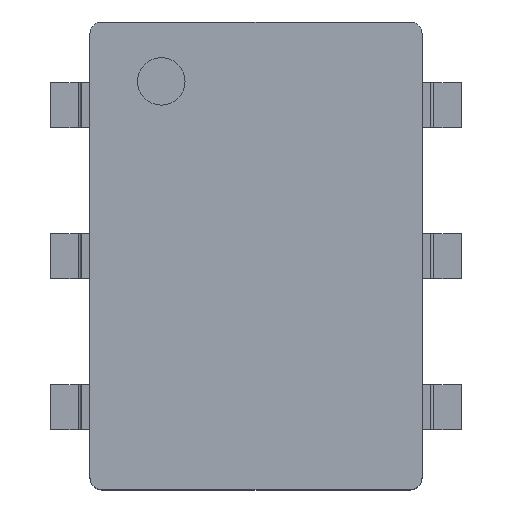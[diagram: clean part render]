
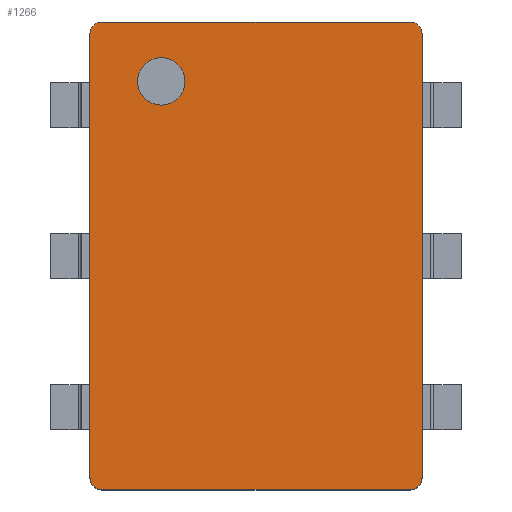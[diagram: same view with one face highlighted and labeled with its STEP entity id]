
A CAD part, top view. The second image highlights one B-rep face of the part: STEP entity #1266.
In plain terms, the highlighted planar face has unit normal (0, 0, 1).
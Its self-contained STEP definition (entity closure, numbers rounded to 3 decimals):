
#16=FACE_BOUND($,#229,.T.);
#53=CIRCLE($,#1374,0.4);
#54=CIRCLE($,#1378,0.2);
#56=CIRCLE($,#1382,0.2);
#58=CIRCLE($,#1386,0.2);
#60=CIRCLE($,#1390,0.2);
#152=FACE_OUTER_BOUND($,#228,.T.);
#228=EDGE_LOOP($,(#1118,#1119,#1120,#1121,#1122,#1123,#1124,#1125));
#229=EDGE_LOOP($,(#1126));
#355=LINE($,#2069,#491);
#360=LINE($,#2083,#496);
#364=LINE($,#2095,#500);
#368=LINE($,#2107,#504);
#491=VECTOR($,#1699,5.19);
#496=VECTOR($,#1712,7.47);
#500=VECTOR($,#1724,5.19);
#504=VECTOR($,#1736,7.47);
#604=VERTEX_POINT($,#2063);
#605=VERTEX_POINT($,#2067);
#606=VERTEX_POINT($,#2068);
#609=VERTEX_POINT($,#2076);
#611=VERTEX_POINT($,#2082);
#613=VERTEX_POINT($,#2088);
#615=VERTEX_POINT($,#2094);
#617=VERTEX_POINT($,#2100);
#619=VERTEX_POINT($,#2106);
#768=EDGE_CURVE($,#604,#604,#53,.T.);
#769=EDGE_CURVE($,#605,#606,#355,.T.);
#773=EDGE_CURVE($,#606,#609,#54,.T.);
#776=EDGE_CURVE($,#609,#611,#360,.T.);
#779=EDGE_CURVE($,#611,#613,#56,.T.);
#782=EDGE_CURVE($,#613,#615,#364,.T.);
#785=EDGE_CURVE($,#615,#617,#58,.T.);
#788=EDGE_CURVE($,#617,#619,#368,.T.);
#791=EDGE_CURVE($,#619,#605,#60,.T.);
#1118=ORIENTED_EDGE($,*,*,#769,.F.);
#1119=ORIENTED_EDGE($,*,*,#791,.F.);
#1120=ORIENTED_EDGE($,*,*,#788,.F.);
#1121=ORIENTED_EDGE($,*,*,#785,.F.);
#1122=ORIENTED_EDGE($,*,*,#782,.F.);
#1123=ORIENTED_EDGE($,*,*,#779,.F.);
#1124=ORIENTED_EDGE($,*,*,#776,.F.);
#1125=ORIENTED_EDGE($,*,*,#773,.F.);
#1126=ORIENTED_EDGE($,*,*,#768,.T.);
#1192=PLANE($,#1392);
#1266=ADVANCED_FACE($,(#152,#16),#1192,.T.);
#1374=AXIS2_PLACEMENT_3D($,#2064,#1693,#1694);
#1378=AXIS2_PLACEMENT_3D($,#2077,#1705,#1706);
#1382=AXIS2_PLACEMENT_3D($,#2089,#1717,#1718);
#1386=AXIS2_PLACEMENT_3D($,#2101,#1729,#1730);
#1390=AXIS2_PLACEMENT_3D($,#2112,#1741,#1742);
#1392=AXIS2_PLACEMENT_3D($,#2114,#1745,#1746);
#1693=DIRECTION('center_axis',(0.,0.,
-1.));
#1694=DIRECTION('ref_axis',(1.,0.,0.));
#1699=DIRECTION($,(1.,0.,0.));
#1705=DIRECTION('center_axis',(0.,0.,-1.));
#1706=DIRECTION('ref_axis',(0.707,0.707,0.));
#1712=DIRECTION($,(0.,-1.,0.));
#1717=DIRECTION('center_axis',(0.,0.,-1.));
#1718=DIRECTION('ref_axis',(0.707,-0.707,0.));
#1724=DIRECTION($,(-1.,0.,0.));
#1729=DIRECTION('center_axis',(0.,0.,-1.));
#1730=DIRECTION('ref_axis',(-0.707,-0.707,0.));
#1736=DIRECTION($,(0.,1.,0.));
#1741=DIRECTION('center_axis',(0.,0.,-1.));
#1742=DIRECTION('ref_axis',(-0.707,0.707,0.));
#1745=DIRECTION('center_axis',(0.,0.,
1.));
#1746=DIRECTION('ref_axis',(1.,0.,0.));
#2063=CARTESIAN_POINT('',(-1.195,2.935,5.23));
#2064=CARTESIAN_POINT('Origin',(-1.595,2.935,5.23));
#2067=CARTESIAN_POINT('',(-2.595,3.935,5.23));
#2068=CARTESIAN_POINT('',(2.595,3.935,5.23));
#2069=CARTESIAN_POINT($,(2.595,3.935,5.23));
#2076=CARTESIAN_POINT('',(2.795,3.735,5.23));
#2077=CARTESIAN_POINT('Origin',(2.595,3.735,5.23));
#2082=CARTESIAN_POINT('',(2.795,-3.735,5.23));
#2083=CARTESIAN_POINT($,(2.795,-3.735,5.23));
#2088=CARTESIAN_POINT('',(2.595,-3.935,5.23));
#2089=CARTESIAN_POINT('Origin',(2.595,-3.735,5.23));
#2094=CARTESIAN_POINT('',(-2.595,-3.935,5.23));
#2095=CARTESIAN_POINT($,(-2.595,-3.935,5.23));
#2100=CARTESIAN_POINT('',(-2.795,-3.735,5.23));
#2101=CARTESIAN_POINT('Origin',(-2.595,-3.735,5.23));
#2106=CARTESIAN_POINT('',(-2.795,3.735,5.23));
#2107=CARTESIAN_POINT($,(-2.795,3.735,5.23));
#2112=CARTESIAN_POINT('Origin',(-2.595,3.735,5.23));
#2114=CARTESIAN_POINT('Origin',(0.,0.,
5.23));
